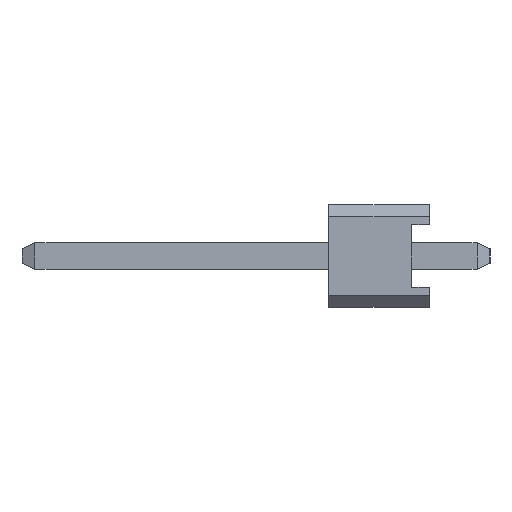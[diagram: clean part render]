
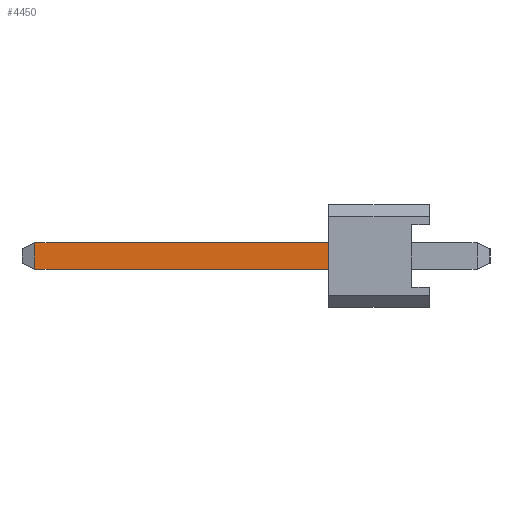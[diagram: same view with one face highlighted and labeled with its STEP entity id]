
A CAD part, left-side view. The second image highlights one B-rep face of the part: STEP entity #4450.
In plain terms, the highlighted planar face has unit normal (-1, 0, 0).
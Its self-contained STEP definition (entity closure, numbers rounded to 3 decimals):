
#2157 = EDGE_CURVE ( 'NONE', #2172, #2173, #5445, .T. ) ;
#2172 = VERTEX_POINT ( 'NONE', #5479 ) ;
#2173 = VERTEX_POINT ( 'NONE', #5478 ) ;
#4385 = ORIENTED_EDGE ( 'NONE', *, *, #2157, .T. ) ;
#4450 = ADVANCED_FACE ( 'NONE', ( #9352 ), #9351, .F. ) ;
#4452 = EDGE_LOOP ( 'NONE', ( #4453, #4458, #4462, #4385 ) ) ;
#4453 = ORIENTED_EDGE ( 'NONE', *, *, #4454, .F. ) ;
#4454 = EDGE_CURVE ( 'NONE', #4456, #2173, #9342, .T. ) ;
#4456 = VERTEX_POINT ( 'NONE', #9408 ) ;
#4458 = ORIENTED_EDGE ( 'NONE', *, *, #4459, .T. ) ;
#4459 = EDGE_CURVE ( 'NONE', #4456, #4460, #9407, .T. ) ;
#4460 = VERTEX_POINT ( 'NONE', #9403 ) ;
#4462 = ORIENTED_EDGE ( 'NONE', *, *, #4464, .T. ) ;
#4464 = EDGE_CURVE ( 'NONE', #4460, #2172, #9398, .T. ) ;
#5442 = DIRECTION ( 'NONE',  ( 0., 0., 1. ) ) ;
#5443 = VECTOR ( 'NONE', #5442, 1000. ) ;
#5444 = CARTESIAN_POINT ( 'NONE',  ( -0.325, 2.5, -1.27 ) ) ;
#5445 = LINE ( 'NONE', #5444, #5443 ) ;
#5478 = CARTESIAN_POINT ( 'NONE',  ( -0.325, 2.5, 0.325 ) ) ;
#5479 = CARTESIAN_POINT ( 'NONE',  ( -0.325, 2.5, -0.325 ) ) ;
#9341 = CARTESIAN_POINT ( 'NONE',  ( -0.325, 10.1, 0.325 ) ) ;
#9342 = LINE ( 'NONE', #9341, #9410 ) ;
#9347 = DIRECTION ( 'NONE',  ( 0., 0., -1. ) ) ;
#9348 = DIRECTION ( 'NONE',  ( 1., 0., 0. ) ) ;
#9349 = CARTESIAN_POINT ( 'NONE',  ( -0.325, 10.1, 0.325 ) ) ;
#9350 = AXIS2_PLACEMENT_3D ( 'NONE', #9349, #9348, #9347 ) ;
#9351 = PLANE ( 'NONE',  #9350 ) ;
#9352 = FACE_OUTER_BOUND ( 'NONE', #4452, .T. ) ;
#9395 = DIRECTION ( 'NONE',  ( 0., -1., 0. ) ) ;
#9396 = VECTOR ( 'NONE', #9395, 1000. ) ;
#9397 = CARTESIAN_POINT ( 'NONE',  ( -0.325, 10.1, -0.325 ) ) ;
#9398 = LINE ( 'NONE', #9397, #9396 ) ;
#9403 = CARTESIAN_POINT ( 'NONE',  ( -0.325, 9.778, -0.325 ) ) ;
#9404 = DIRECTION ( 'NONE',  ( 0., 0., -1. ) ) ;
#9405 = VECTOR ( 'NONE', #9404, 1000. ) ;
#9406 = CARTESIAN_POINT ( 'NONE',  ( -0.325, 9.778, 0.325 ) ) ;
#9407 = LINE ( 'NONE', #9406, #9405 ) ;
#9408 = CARTESIAN_POINT ( 'NONE',  ( -0.325, 9.778, 0.325 ) ) ;
#9409 = DIRECTION ( 'NONE',  ( 0., -1., 0. ) ) ;
#9410 = VECTOR ( 'NONE', #9409, 1000. ) ;
